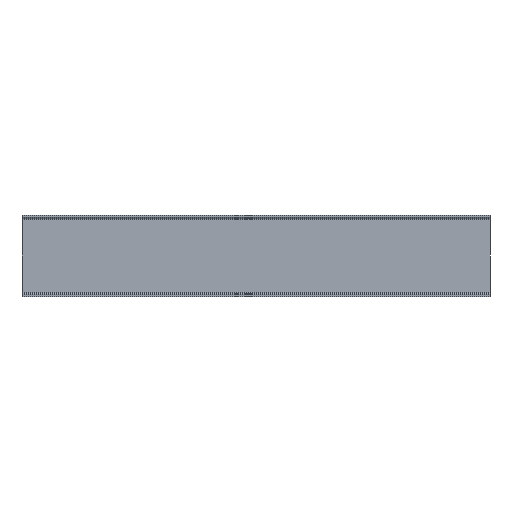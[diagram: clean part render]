
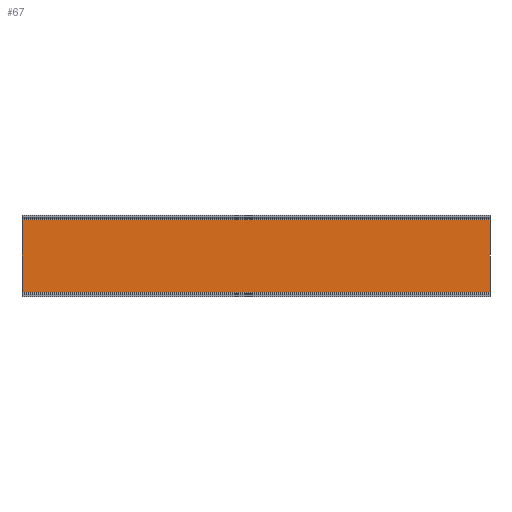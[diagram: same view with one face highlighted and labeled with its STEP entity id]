
A CAD part, front view. The second image highlights one B-rep face of the part: STEP entity #67.
In plain terms, the highlighted planar face has unit normal (0, -1, 0).
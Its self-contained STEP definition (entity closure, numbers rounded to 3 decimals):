
#67=ADVANCED_FACE('',(#133),#134,.T.);
#133=FACE_OUTER_BOUND('',#195,.T.);
#134=PLANE('',#196);
#195=EDGE_LOOP('',(#311,#312,#313,#314));
#196=AXIS2_PLACEMENT_3D('',#315,#316,#317);
#311=ORIENTED_EDGE('',*,*,#434,.T.);
#312=ORIENTED_EDGE('',*,*,#386,.F.);
#313=ORIENTED_EDGE('',*,*,#435,.T.);
#314=ORIENTED_EDGE('',*,*,#431,.T.);
#315=CARTESIAN_POINT('',(0.,110.0,175.0));
#316=DIRECTION('',(0.,-1.0,0.0));
#317=DIRECTION('',(0.,0.,1.0));
#386=EDGE_CURVE('',#454,#456,#457,.T.);
#431=EDGE_CURVE('',#525,#523,#526,.T.);
#434=EDGE_CURVE('',#523,#456,#529,.T.);
#435=EDGE_CURVE('',#454,#525,#530,.T.);
#454=VERTEX_POINT('',#554);
#456=VERTEX_POINT('',#556);
#457=LINE('',#557,#558);
#523=VERTEX_POINT('',#645);
#525=VERTEX_POINT('',#647);
#526=LINE('',#648,#649);
#529=LINE('',#652,#653);
#530=LINE('',#654,#655);
#554=CARTESIAN_POINT('',(0.,110.0,20.0));
#556=CARTESIAN_POINT('',(-2000.0,110.0,20.));
#557=CARTESIAN_POINT('',(0.,110.0,20.0));
#558=VECTOR('',#684,1.0);
#645=CARTESIAN_POINT('',(-2000.0,110.0,330.0));
#647=CARTESIAN_POINT('',(0.,110.0,330.0));
#648=CARTESIAN_POINT('',(0.,110.0,330.0));
#649=VECTOR('',#742,1.0);
#652=CARTESIAN_POINT('',(-2000.0,110.0,20.));
#653=VECTOR('',#746,1.0);
#654=CARTESIAN_POINT('',(0.,110.0,20.0));
#655=VECTOR('',#747,1.0);
#684=DIRECTION('',(-1.0,0.,0.));
#742=DIRECTION('',(-1.0,0.,0.));
#746=DIRECTION('',(0.,0.,-1.0));
#747=DIRECTION('',(0.,0.,1.0));
